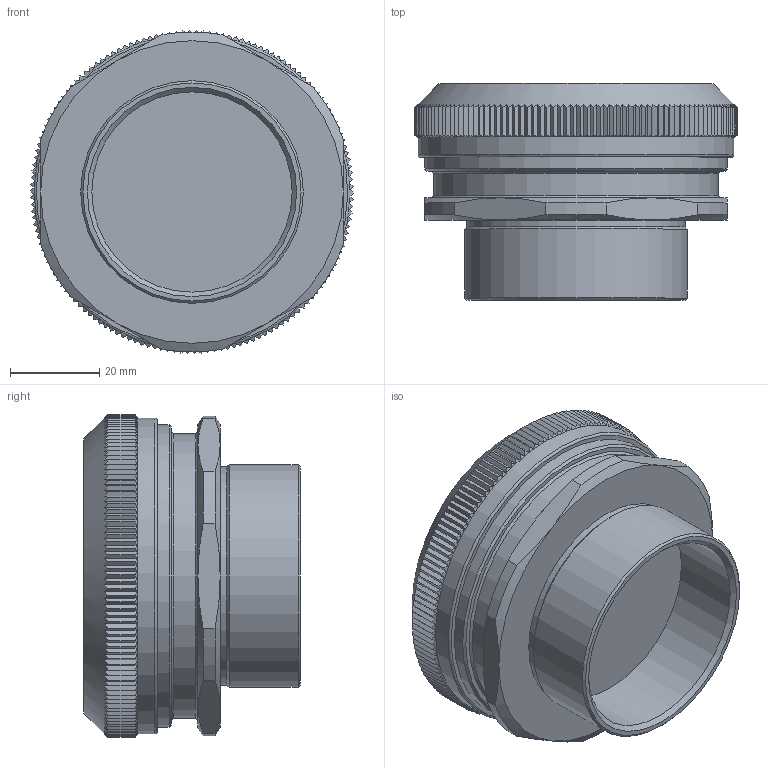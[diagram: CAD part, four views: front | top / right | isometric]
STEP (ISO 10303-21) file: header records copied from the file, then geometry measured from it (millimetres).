
FILE_DESCRIPTION(/* description */ ('','CAx-IF Rec.Pracs.---Representation and Presentation of Product Manufacturing Information (PMI)---4.0---2014-10-13'),/* implementation_level */ '2;1');
FILE_NAME(/* name */ 'ЗЭТАРУС МВН-М50-МР50.stp',/* time_stamp */ '2022-06-23T10:45:52+07:00',/* author */ ('zeta-09'),/* organization */ (''),/* preprocessor_version */ 'ST-DEVELOPER v18.1',/* originating_system */ 'Autodesk Inventor 2021',/* authorisation */ '');
FILE_SCHEMA (('AP242_MANAGED_MODEL_BASED_3D_ENGINEERING_MIM_LF { 1 0 10303 442 1 1 4 }'));
Length unit declared in the file: millimetre
Products named in the file (1): Деталь15
Bounding box: 72.55 x 48.67 x 72.54 mm (x, y, z)
Volume: 120287.6 mm3; surface area: 25528.4 mm2
Topology: 1 solids, 3 shells, 357 faces, 1019 edges, 674 vertices
Faces by surface type: plane 318, cone 21, cylinder 14, bspline 2, torus 2
Full cylindrical faces by diameter (mm): 45 x1, 49 x1, 50 x1, 59 x1, 64 x1, 68 x1, 71 x1
Entity records: 11352 total; most frequent: CARTESIAN_POINT 3386, ORIENTED_EDGE 2036, DIRECTION 1185, EDGE_CURVE 1019, VERTEX_POINT 674, AXIS2_PLACEMENT_3D 429, EDGE_LOOP 365, FACE_OUTER_BOUND 357
